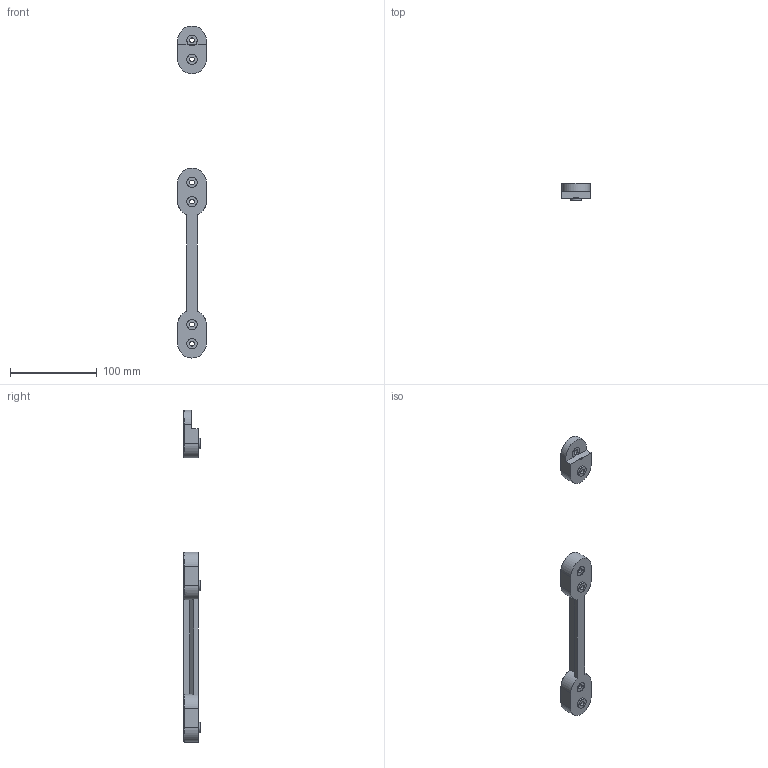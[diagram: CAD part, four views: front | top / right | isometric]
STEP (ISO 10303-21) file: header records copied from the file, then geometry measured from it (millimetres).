
FILE_DESCRIPTION(/* description */ (''),/* implementation_level */ '2;1');
FILE_NAME(/* name */ 'BedShims.step',/* time_stamp */ '2025-05-12T20:53:43+08:00',/* author */ (''),/* organization */ (''),/* preprocessor_version */ 'ST-DEVELOPER v20.1',/* originating_system */ 'Autodesk Translation Framework v14.4.0.0',/* authorisation */ '');
FILE_SCHEMA (('AUTOMOTIVE_DESIGN { 1 0 10303 214 3 1 1 }'));
Length unit declared in the file: millimetre
Products named in the file (1): BedRisers
Bounding box: 33 x 19.5 x 382 mm (x, y, z)
Volume: 83117.5 mm3; surface area: 24499.1 mm2
Topology: 2 solids, 2 shells, 102 faces, 255 edges, 161 vertices
Faces by surface type: plane 70, cylinder 24, cone 8
Full cylindrical faces by diameter (mm): 5.5 x3, 5.6 x3, 12 x8
Entity records: 3086 total; most frequent: DIRECTION 544, CARTESIAN_POINT 527, ORIENTED_EDGE 510, EDGE_CURVE 255, AXIS2_PLACEMENT_3D 190, LINE 164, VECTOR 164, VERTEX_POINT 161
